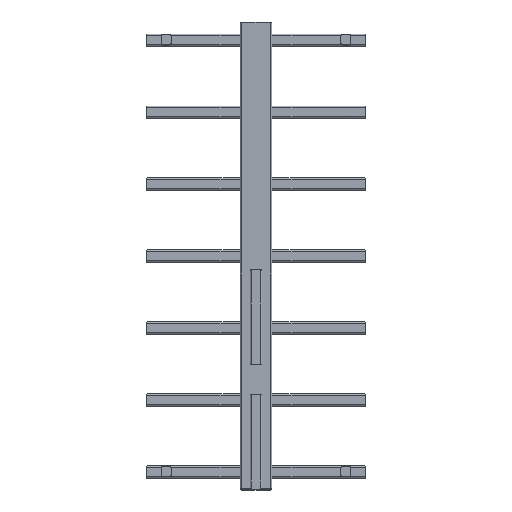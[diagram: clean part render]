
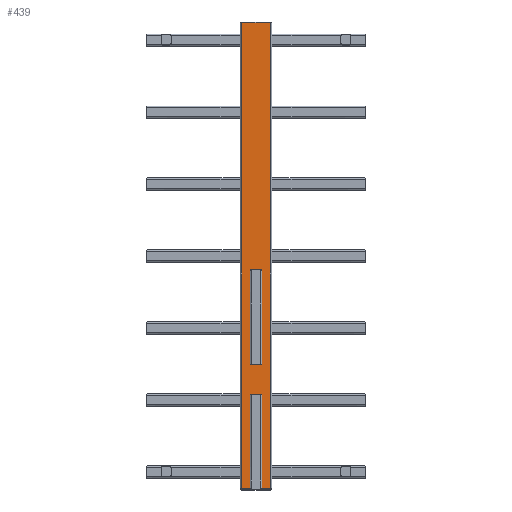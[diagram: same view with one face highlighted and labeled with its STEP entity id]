
A CAD part, top view. The second image highlights one B-rep face of the part: STEP entity #439.
In plain terms, the highlighted planar face has unit normal (0, 0, 1).
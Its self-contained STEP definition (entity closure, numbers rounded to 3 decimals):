
#439 = ADVANCED_FACE( '', ( #1062 ), #1063, .T. );
#1062 = FACE_OUTER_BOUND( '', #1957, .T. );
#1063 = PLANE( '', #1958 );
#1957 = EDGE_LOOP( '', ( #3198, #3199, #3200, #3201 ) );
#1958 = AXIS2_PLACEMENT_3D( '', #3202, #3203, #3204 );
#3198 = ORIENTED_EDGE( '', *, *, #5536, .T. );
#3199 = ORIENTED_EDGE( '', *, *, #5560, .T. );
#3200 = ORIENTED_EDGE( '', *, *, #5561, .F. );
#3201 = ORIENTED_EDGE( '', *, *, #5562, .T. );
#3202 = CARTESIAN_POINT( '', ( 40., 1166., 20. ) );
#3203 = DIRECTION( '', ( 0., 0., 1. ) );
#3204 = DIRECTION( '', ( 1., 0., 0. ) );
#5536 = EDGE_CURVE( '', #6688, #6686, #6689, .T. );
#5560 = EDGE_CURVE( '', #6686, #6727, #6728, .T. );
#5561 = EDGE_CURVE( '', #6729, #6727, #6730, .T. );
#5562 = EDGE_CURVE( '', #6729, #6688, #6731, .F. );
#6686 = VERTEX_POINT( '', #8277 );
#6688 = VERTEX_POINT( '', #8279 );
#6689 = LINE( '', #8280, #8281 );
#6727 = VERTEX_POINT( '', #8327 );
#6728 = LINE( '', #8328, #8329 );
#6729 = VERTEX_POINT( '', #8330 );
#6730 = LINE( '', #8331, #8332 );
#6731 = LINE( '', #8333, #8334 );
#8277 = CARTESIAN_POINT( '', ( -36., 1166., 20. ) );
#8279 = CARTESIAN_POINT( '', ( 36., 1166., 20. ) );
#8280 = CARTESIAN_POINT( '', ( 40., 1166., 20. ) );
#8281 = VECTOR( '', #10226, 1000. );
#8327 = CARTESIAN_POINT( '', ( -36., 0., 20. ) );
#8328 = CARTESIAN_POINT( '', ( -36., 1166., 20. ) );
#8329 = VECTOR( '', #10265, 1000. );
#8330 = CARTESIAN_POINT( '', ( 36., 0., 20. ) );
#8331 = CARTESIAN_POINT( '', ( 40., 0., 20. ) );
#8332 = VECTOR( '', #10266, 1000. );
#8333 = CARTESIAN_POINT( '', ( 36., 1166., 20. ) );
#8334 = VECTOR( '', #10267, 1000. );
#10226 = DIRECTION( '', ( -1., 0., 0. ) );
#10265 = DIRECTION( '', ( 0., -1., 0. ) );
#10266 = DIRECTION( '', ( -1., 0., 0. ) );
#10267 = DIRECTION( '', ( 0., -1., 0. ) );
